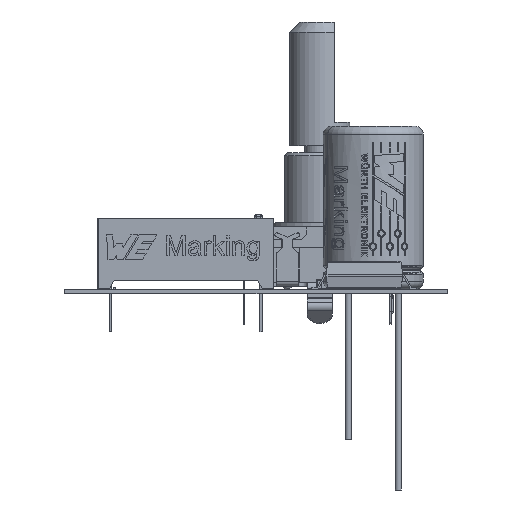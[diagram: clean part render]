
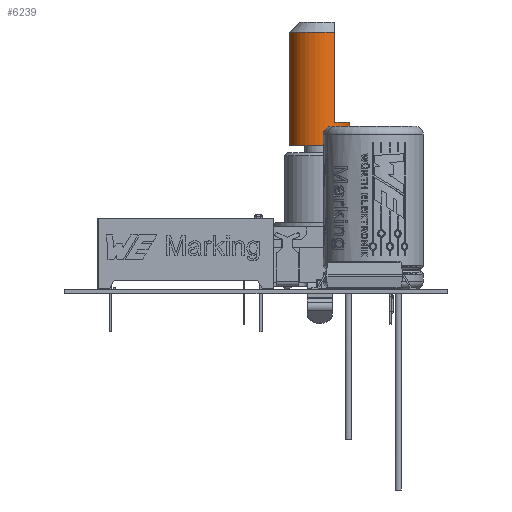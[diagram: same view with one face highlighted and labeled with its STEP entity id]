
A CAD part, left-side view. The second image highlights one B-rep face of the part: STEP entity #6239.
In plain terms, the highlighted cylindrical face has radius 3 mm (diameter 6 mm), a full revolution.
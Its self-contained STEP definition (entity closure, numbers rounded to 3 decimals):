
#6223 = EDGE_CURVE('',#6224,#6224,#6226,.T.);
#6224 = VERTEX_POINT('',#6225);
#6225 = CARTESIAN_POINT('',(-3.,0.,8.1));
#6226 = CIRCLE('',#6227,3.);
#6227 = AXIS2_PLACEMENT_3D('',#6228,#6229,#6230);
#6228 = CARTESIAN_POINT('',(0.,0.,8.1));
#6229 = DIRECTION('',(0.,0.,-1.));
#6230 = DIRECTION('',(-1.,0.,0.));
#6239 = ADVANCED_FACE('',(#6240),#6292,.T.);
#6240 = FACE_BOUND('',#6241,.T.);
#6241 = EDGE_LOOP('',(#6242,#6252,#6261,#6269,#6278,#6283,#6284,#6285));
#6242 = ORIENTED_EDGE('',*,*,#6243,.F.);
#6243 = EDGE_CURVE('',#6244,#6246,#6248,.T.);
#6244 = VERTEX_POINT('',#6245);
#6245 = CARTESIAN_POINT('',(-1.5,2.598,19.4));
#6246 = VERTEX_POINT('',#6247);
#6247 = CARTESIAN_POINT('',(-1.5,2.598,10.4));
#6248 = LINE('',#6249,#6250);
#6249 = CARTESIAN_POINT('',(-1.5,2.598,20.));
#6250 = VECTOR('',#6251,1.);
#6251 = DIRECTION('',(0.,0.,-1.));
#6252 = ORIENTED_EDGE('',*,*,#6253,.F.);
#6253 = EDGE_CURVE('',#6254,#6244,#6256,.T.);
#6254 = VERTEX_POINT('',#6255);
#6255 = CARTESIAN_POINT('',(-1.5,-2.598,19.4));
#6256 = CIRCLE('',#6257,3.);
#6257 = AXIS2_PLACEMENT_3D('',#6258,#6259,#6260);
#6258 = CARTESIAN_POINT('',(0.,0.,19.4));
#6259 = DIRECTION('',(0.,0.,1.));
#6260 = DIRECTION('',(1.,0.,0.));
#6261 = ORIENTED_EDGE('',*,*,#6262,.T.);
#6262 = EDGE_CURVE('',#6254,#6263,#6265,.T.);
#6263 = VERTEX_POINT('',#6264);
#6264 = CARTESIAN_POINT('',(-1.5,-2.598,10.4));
#6265 = LINE('',#6266,#6267);
#6266 = CARTESIAN_POINT('',(-1.5,-2.598,20.));
#6267 = VECTOR('',#6268,1.);
#6268 = DIRECTION('',(0.,0.,-1.));
#6269 = ORIENTED_EDGE('',*,*,#6270,.T.);
#6270 = EDGE_CURVE('',#6263,#6271,#6273,.T.);
#6271 = VERTEX_POINT('',#6272);
#6272 = CARTESIAN_POINT('',(-3.,0.,10.4));
#6273 = CIRCLE('',#6274,3.);
#6274 = AXIS2_PLACEMENT_3D('',#6275,#6276,#6277);
#6275 = CARTESIAN_POINT('',(0.,0.,10.4));
#6276 = DIRECTION('',(0.,0.,-1.));
#6277 = DIRECTION('',(-1.,0.,0.));
#6278 = ORIENTED_EDGE('',*,*,#6279,.T.);
#6279 = EDGE_CURVE('',#6271,#6224,#6280,.T.);
#6280 = B_SPLINE_CURVE_WITH_KNOTS('',1,(#6281,#6282),.UNSPECIFIED.,.F.,
  .F.,(2,2),(9.6,11.9),.PIECEWISE_BEZIER_KNOTS.);
#6281 = CARTESIAN_POINT('',(-3.,0.,10.4));
#6282 = CARTESIAN_POINT('',(-3.,0.,8.1));
#6283 = ORIENTED_EDGE('',*,*,#6223,.F.);
#6284 = ORIENTED_EDGE('',*,*,#6279,.F.);
#6285 = ORIENTED_EDGE('',*,*,#6286,.T.);
#6286 = EDGE_CURVE('',#6271,#6246,#6287,.T.);
#6287 = CIRCLE('',#6288,3.);
#6288 = AXIS2_PLACEMENT_3D('',#6289,#6290,#6291);
#6289 = CARTESIAN_POINT('',(0.,0.,10.4));
#6290 = DIRECTION('',(0.,0.,-1.));
#6291 = DIRECTION('',(-1.,0.,0.));
#6292 = CYLINDRICAL_SURFACE('',#6293,3.);
#6293 = AXIS2_PLACEMENT_3D('',#6294,#6295,#6296);
#6294 = CARTESIAN_POINT('',(0.,0.,20.));
#6295 = DIRECTION('',(0.,0.,-1.));
#6296 = DIRECTION('',(-1.,0.,0.));
